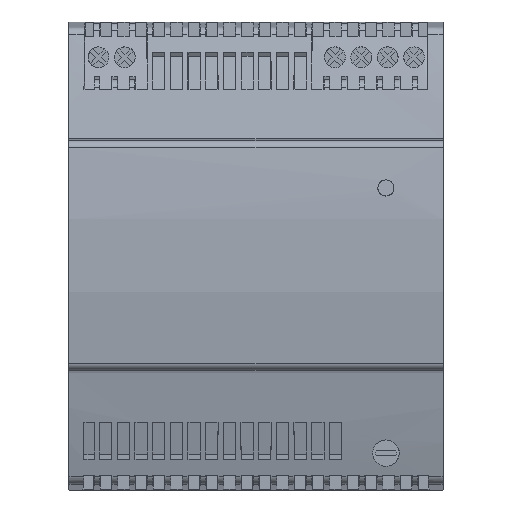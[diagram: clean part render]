
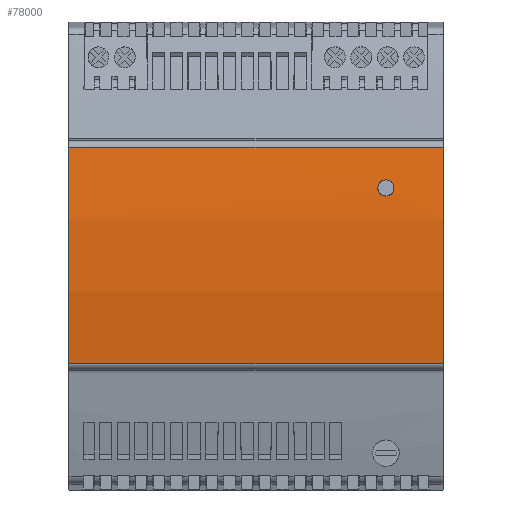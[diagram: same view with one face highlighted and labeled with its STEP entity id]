
A CAD part, top view. The second image highlights one B-rep face of the part: STEP entity #78000.
In plain terms, the highlighted cylindrical face has radius 140 mm (diameter 280 mm), a partial arc.
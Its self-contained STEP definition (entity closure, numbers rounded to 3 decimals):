
#75090=CARTESIAN_POINT('',(20.802,59.475,-54.));
#75100=VERTEX_POINT('',#75090);
#75130=CARTESIAN_POINT('',(-0.002,-78.971,-54.))
;
#75140=DIRECTION('',(0.,0.,1.));
#75150=DIRECTION('',(1.,0.,0.));
#75160=AXIS2_PLACEMENT_3D('',#75130,#75140,#75150);
#75170=CIRCLE('',#75160,140.);
#75180=CARTESIAN_POINT('',(-20.805,59.475,-54.));
#75190=VERTEX_POINT('',#75180);
#75200=EDGE_CURVE('',#75100,#75190,#75170,.T.);
#76710=CARTESIAN_POINT('',(-20.805,59.475,
18.));
#76720=VERTEX_POINT('',#76710);
#76750=CARTESIAN_POINT('',(-0.002,-78.971,
18.));
#76760=DIRECTION('',(0.,0.,1.));
#76770=DIRECTION('',(1.,0.,0.));
#76780=AXIS2_PLACEMENT_3D('',#76750,#76760,#76770);
#76790=CIRCLE('',#76780,140.);
#76800=CARTESIAN_POINT('',(20.802,59.475,
18.));
#76810=VERTEX_POINT('',#76800);
#76820=EDGE_CURVE('',#76810,#76720,#76790,.T.);
#77090=CARTESIAN_POINT('',(-0.002,-78.971,-54.5)
);
#77100=DIRECTION('',(0.,0.,1.));
#77110=DIRECTION('',(1.,0.,0.));
#77120=AXIS2_PLACEMENT_3D('',#77090,#77100,#77110);
#77130=CYLINDRICAL_SURFACE('',#77120,140.);
#77140=CARTESIAN_POINT('',(12.998,60.052,7.));
#77150=DIRECTION('',(0.,1.,0.));
#77160=DIRECTION('',(-1.,0.,0.));
#77170=AXIS2_PLACEMENT_3D('',#77140,#77150,#77160);
#77180=CYLINDRICAL_SURFACE('',#77170,1.55);
#77190=CARTESIAN_POINT('',(12.998,60.424,
8.55));
#77200=CARTESIAN_POINT('',(13.2,60.405,
8.55));
#77210=CARTESIAN_POINT('',(13.402,60.386,
8.51));
#77220=CARTESIAN_POINT('',(13.59,60.368,
8.433));
#77230=CARTESIAN_POINT('',(13.778,60.349,
8.355));
#77240=CARTESIAN_POINT('',(13.949,60.332,
8.241));
#77250=CARTESIAN_POINT('',(14.094,60.318,
8.097));
#77260=CARTESIAN_POINT('',(14.237,60.303,
7.953));
#77270=CARTESIAN_POINT('',(14.352,60.291,
7.783));
#77280=CARTESIAN_POINT('',(14.43,60.283,
7.593));
#77290=CARTESIAN_POINT('',(14.508,60.275,
7.405));
#77300=CARTESIAN_POINT('',(14.548,60.271,
7.203));
#77310=CARTESIAN_POINT('',(14.548,60.271,7.));
#77320=B_SPLINE_CURVE_WITH_KNOTS('',3,(#77190,#77200,#77210,#77220,
#77230,#77240,#77250,#77260,#77270,#77280,#77290,#77300,#77310),
.UNSPECIFIED.,.F.,.F.,(4,3,3,3,4),(0.,0.61,1.221
,1.832,2.441),.UNSPECIFIED.);
#77330=SURFACE_CURVE('',#77320,(#77180,#77130),.CURVE_3D.);
#77340=CARTESIAN_POINT('',(12.998,60.424,
8.55));
#77350=VERTEX_POINT('',#77340);
#77360=CARTESIAN_POINT('',(14.548,60.271,7.));
#77370=VERTEX_POINT('',#77360);
#77380=EDGE_CURVE('',#77350,#77370,#77330,.T.);
#77390=ORIENTED_EDGE('',*,*,#77380,.F.);
#77400=CARTESIAN_POINT('',(14.548,60.271,7.));
#77410=CARTESIAN_POINT('',(14.548,60.271,
6.773));
#77420=CARTESIAN_POINT('',(14.498,60.276,
6.546));
#77430=CARTESIAN_POINT('',(14.401,60.286,
6.341));
#77440=CARTESIAN_POINT('',(14.305,60.296,
6.135));
#77450=CARTESIAN_POINT('',(14.162,60.311,
5.952));
#77460=CARTESIAN_POINT('',(13.989,60.328,
5.807));
#77470=CARTESIAN_POINT('',(13.709,60.356,
5.576));
#77480=CARTESIAN_POINT('',(13.358,60.391,
5.45));
#77490=CARTESIAN_POINT('',(13.,60.424,
5.45));
#77500=CARTESIAN_POINT('',(12.641,60.458,
5.45));
#77510=CARTESIAN_POINT('',(12.288,60.489,
5.576));
#77520=CARTESIAN_POINT('',(12.009,60.513,
5.807));
#77530=CARTESIAN_POINT('',(11.834,60.528,
5.952));
#77540=CARTESIAN_POINT('',(11.693,60.54,
6.134));
#77550=CARTESIAN_POINT('',(11.596,60.548,
6.34));
#77560=CARTESIAN_POINT('',(11.499,60.556,
6.546));
#77570=CARTESIAN_POINT('',(11.448,60.56,
6.771));
#77580=CARTESIAN_POINT('',(11.448,60.56,7.));
#77590=B_SPLINE_CURVE_WITH_KNOTS('',3,(#77400,#77410,#77420,#77430,
#77440,#77450,#77460,#77470,#77480,#77490,#77500,#77510,#77520,#77530,
#77540,#77550,#77560,#77570,#77580),.UNSPECIFIED.,.F.,.F.,(4,3,3,3,3,3,4
),(0.,0.681,1.362,2.439,
3.517,4.199,4.88),.UNSPECIFIED.);
#77600=SURFACE_CURVE('',#77590,(#77180,#77130),.CURVE_3D.);
#77610=CARTESIAN_POINT('',(11.448,60.56,7.));
#77620=VERTEX_POINT('',#77610);
#77630=EDGE_CURVE('',#77370,#77620,#77600,.T.);
#77640=ORIENTED_EDGE('',*,*,#77630,.F.);
#77650=CARTESIAN_POINT('',(11.448,60.56,7.));
#77660=CARTESIAN_POINT('',(11.448,60.56,
7.203));
#77670=CARTESIAN_POINT('',(11.489,60.557,
7.406));
#77680=CARTESIAN_POINT('',(11.567,60.55,
7.595));
#77690=CARTESIAN_POINT('',(11.645,60.544,
7.783));
#77700=CARTESIAN_POINT('',(11.76,60.534,
7.954));
#77710=CARTESIAN_POINT('',(11.904,60.522,
8.098));
#77720=CARTESIAN_POINT('',(12.048,60.51,
8.241));
#77730=CARTESIAN_POINT('',(12.219,60.495,
8.355));
#77740=CARTESIAN_POINT('',(12.408,60.478,
8.433));
#77750=CARTESIAN_POINT('',(12.596,60.461,
8.511));
#77760=CARTESIAN_POINT('',(12.797,60.443,
8.55));
#77770=CARTESIAN_POINT('',(12.998,60.424,
8.55));
#77780=B_SPLINE_CURVE_WITH_KNOTS('',3,(#77650,#77660,#77670,#77680,
#77690,#77700,#77710,#77720,#77730,#77740,#77750,#77760,#77770),
.UNSPECIFIED.,.F.,.F.,(4,3,3,3,4),(0.,0.61,1.221
,1.831,2.439),.UNSPECIFIED.);
#77790=SURFACE_CURVE('',#77780,(#77180,#77130),.CURVE_3D.);
#77800=EDGE_CURVE('',#77620,#77350,#77790,.T.);
#77810=ORIENTED_EDGE('',*,*,#77800,.F.);
#77820=EDGE_LOOP('',(#77810,#77640,#77390));
#77830=FACE_BOUND('',#77820,.T.);
#77840=ORIENTED_EDGE('',*,*,#76820,.F.);
#77850=CARTESIAN_POINT('',(-20.805,59.475,-54.5));
#77860=DIRECTION('',(0.,0.,1.));
#77870=VECTOR('',#77860,1.);
#77880=LINE('',#77850,#77870);
#77890=EDGE_CURVE('',#75190,#76720,#77880,.T.);
#77900=ORIENTED_EDGE('',*,*,#77890,.T.);
#77910=ORIENTED_EDGE('',*,*,#75200,.T.);
#77920=CARTESIAN_POINT('',(20.802,59.475,-54.5));
#77930=DIRECTION('',(0.,0.,1.));
#77940=VECTOR('',#77930,1.);
#77950=LINE('',#77920,#77940);
#77960=EDGE_CURVE('',#75100,#76810,#77950,.T.);
#77970=ORIENTED_EDGE('',*,*,#77960,.F.);
#77980=EDGE_LOOP('',(#77970,#77910,#77900,#77840));
#77990=FACE_OUTER_BOUND('',#77980,.T.);
#78000=ADVANCED_FACE('',(#77830,#77990),#77130,.T.);
